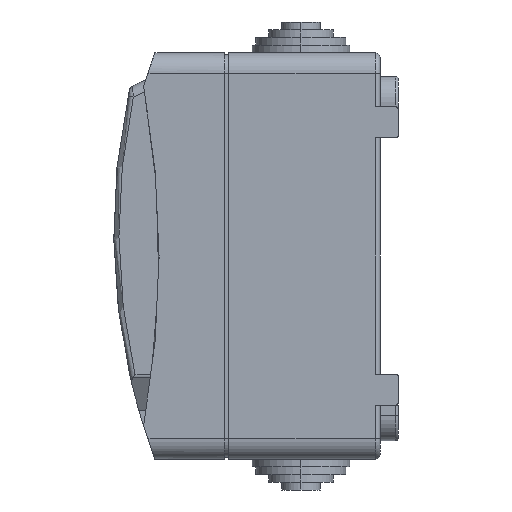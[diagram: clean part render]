
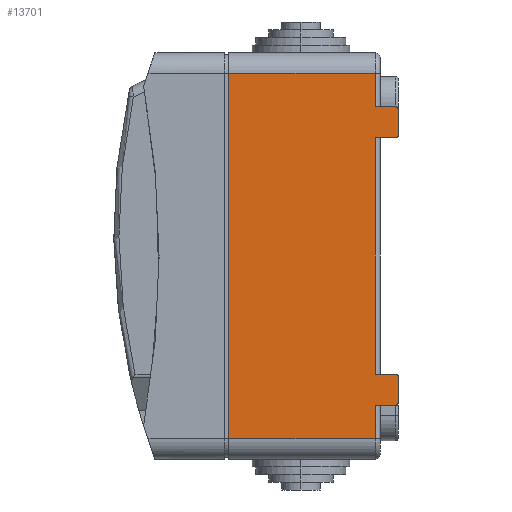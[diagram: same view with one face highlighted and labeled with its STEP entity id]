
A CAD part, left-side view. The second image highlights one B-rep face of the part: STEP entity #13701.
In plain terms, the highlighted planar face has unit normal (-1, 0, 0).
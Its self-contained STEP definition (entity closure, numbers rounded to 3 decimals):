
#156 = LINE ( 'NONE', #16970, #3623 ) ;
#601 = LINE ( 'NONE', #7500, #10744 ) ;
#753 = ORIENTED_EDGE ( 'NONE', *, *, #12433, .F. ) ;
#773 = ORIENTED_EDGE ( 'NONE', *, *, #2572, .F. ) ;
#977 = LINE ( 'NONE', #15797, #11118 ) ;
#1088 = VERTEX_POINT ( 'NONE', #5453 ) ;
#1295 = DIRECTION ( 'NONE',  ( 0., 0., -1. ) ) ;
#1326 = VERTEX_POINT ( 'NONE', #1975 ) ;
#1344 = CIRCLE ( 'NONE', #13115, 0.5 ) ;
#1515 = VECTOR ( 'NONE', #10930, 1000. ) ;
#1654 = CARTESIAN_POINT ( 'NONE',  ( -32., -3., 29. ) ) ;
#1695 = CIRCLE ( 'NONE', #11112, 0.5 ) ;
#1714 = VERTEX_POINT ( 'NONE', #10884 ) ;
#1975 = CARTESIAN_POINT ( 'NONE',  ( -32., 29.4, 35.5 ) ) ;
#2332 = VECTOR ( 'NONE', #3804, 1000. ) ;
#2546 = CARTESIAN_POINT ( 'NONE',  ( -32., -3., -29. ) ) ;
#2572 = EDGE_CURVE ( 'NONE', #10985, #4373, #11297, .T. ) ;
#2584 = CARTESIAN_POINT ( 'NONE',  ( -32., 1., -23. ) ) ;
#2625 = CARTESIAN_POINT ( 'NONE',  ( -32., -3., 28.5 ) ) ;
#2704 = VERTEX_POINT ( 'NONE', #12121 ) ;
#2722 = CARTESIAN_POINT ( 'NONE',  ( -32., -3.5, 23.5 ) ) ;
#3039 = EDGE_CURVE ( 'NONE', #9549, #7134, #6492, .T. ) ;
#3286 = CARTESIAN_POINT ( 'NONE',  ( -32., -3., 23. ) ) ;
#3623 = VECTOR ( 'NONE', #7750, 1000. ) ;
#3683 = CARTESIAN_POINT ( 'NONE',  ( -32., -3., -28.5 ) ) ;
#3722 = ORIENTED_EDGE ( 'NONE', *, *, #9175, .F. ) ;
#3804 = DIRECTION ( 'NONE',  ( 0., -1., 0. ) ) ;
#3949 = DIRECTION ( 'NONE',  ( 0., 0., -1. ) ) ;
#4061 = VERTEX_POINT ( 'NONE', #6182 ) ;
#4114 = EDGE_CURVE ( 'NONE', #7050, #4061, #1695, .T. ) ;
#4210 = CARTESIAN_POINT ( 'NONE',  ( -32., -3., -23. ) ) ;
#4262 = CARTESIAN_POINT ( 'NONE',  ( -32., 1.5, -29. ) ) ;
#4354 = VERTEX_POINT ( 'NONE', #4210 ) ;
#4373 = VERTEX_POINT ( 'NONE', #1654 ) ;
#4374 = VECTOR ( 'NONE', #4624, 1000. ) ;
#4424 = AXIS2_PLACEMENT_3D ( 'NONE', #6536, #15795, #7867 ) ;
#4477 = CARTESIAN_POINT ( 'NONE',  ( -32., 1., 23. ) ) ;
#4572 = AXIS2_PLACEMENT_3D ( 'NONE', #6534, #15791, #7865 ) ;
#4624 = DIRECTION ( 'NONE',  ( 0., -1., 0. ) ) ;
#4767 = EDGE_CURVE ( 'NONE', #11413, #4373, #1344, .T. ) ;
#4790 = LINE ( 'NONE', #9869, #4374 ) ;
#4886 = CARTESIAN_POINT ( 'NONE',  ( -32., 1.5, 29. ) ) ;
#4932 = ORIENTED_EDGE ( 'NONE', *, *, #4114, .T. ) ;
#5018 = DIRECTION ( 'NONE',  ( 0., 0., -1. ) ) ;
#5156 = VERTEX_POINT ( 'NONE', #14271 ) ;
#5246 = VERTEX_POINT ( 'NONE', #2584 ) ;
#5340 = ORIENTED_EDGE ( 'NONE', *, *, #6142, .T. ) ;
#5401 = ORIENTED_EDGE ( 'NONE', *, *, #4767, .T. ) ;
#5427 = EDGE_CURVE ( 'NONE', #2704, #7050, #12078, .T. ) ;
#5453 = CARTESIAN_POINT ( 'NONE',  ( -32., 29.4, -35.5 ) ) ;
#5743 = CARTESIAN_POINT ( 'NONE',  ( -32., -3.5, -23.5 ) ) ;
#5996 = VECTOR ( 'NONE', #12434, 1000. ) ;
#6142 = EDGE_CURVE ( 'NONE', #10870, #9549, #4790, .T. ) ;
#6182 = CARTESIAN_POINT ( 'NONE',  ( -32., -3.5, -28.5 ) ) ;
#6492 = CIRCLE ( 'NONE', #4424, 0.5 ) ;
#6534 = CARTESIAN_POINT ( 'NONE',  ( -32., -3., -23.5 ) ) ;
#6536 = CARTESIAN_POINT ( 'NONE',  ( -32., -3., 23.5 ) ) ;
#6539 = DIRECTION ( 'NONE',  ( 0., -1., 0. ) ) ;
#7050 = VERTEX_POINT ( 'NONE', #2546 ) ;
#7134 = VERTEX_POINT ( 'NONE', #2722 ) ;
#7378 = CARTESIAN_POINT ( 'NONE',  ( -32., 1., 29. ) ) ;
#7498 = DIRECTION ( 'NONE',  ( 0., -1., 0. ) ) ;
#7500 = CARTESIAN_POINT ( 'NONE',  ( -32., 29.4, 39.5 ) ) ;
#7510 = CARTESIAN_POINT ( 'NONE',  ( -32., -3.5, 28.5 ) ) ;
#7750 = DIRECTION ( 'NONE',  ( 0., 0., 1. ) ) ;
#7828 = PLANE ( 'NONE',  #9904 ) ;
#7865 = DIRECTION ( 'NONE',  ( 0., 0., -1. ) ) ;
#7867 = DIRECTION ( 'NONE',  ( 0., 0., -1. ) ) ;
#7903 = EDGE_CURVE ( 'NONE', #5156, #2704, #9547, .T. ) ;
#8700 = LINE ( 'NONE', #10291, #12209 ) ;
#8760 = ORIENTED_EDGE ( 'NONE', *, *, #3039, .T. ) ;
#9096 = CARTESIAN_POINT ( 'NONE',  ( -32., 1.5, -23. ) ) ;
#9175 = EDGE_CURVE ( 'NONE', #1088, #1326, #601, .T. ) ;
#9235 = DIRECTION ( 'NONE',  ( 1., 0., 0. ) ) ;
#9358 = ORIENTED_EDGE ( 'NONE', *, *, #5427, .T. ) ;
#9362 = EDGE_CURVE ( 'NONE', #5246, #10870, #11344, .T. ) ;
#9409 = LINE ( 'NONE', #9096, #2332 ) ;
#9469 = CARTESIAN_POINT ( 'NONE',  ( -32., 29.4, 35.5 ) ) ;
#9547 = LINE ( 'NONE', #11117, #5996 ) ;
#9549 = VERTEX_POINT ( 'NONE', #3286 ) ;
#9820 = CARTESIAN_POINT ( 'NONE',  ( -32., -3.5, 29. ) ) ;
#9869 = CARTESIAN_POINT ( 'NONE',  ( -32., 1.5, 23. ) ) ;
#9904 = AXIS2_PLACEMENT_3D ( 'NONE', #15808, #9235, #1295 ) ;
#10055 = EDGE_CURVE ( 'NONE', #1088, #5156, #977, .T. ) ;
#10291 = CARTESIAN_POINT ( 'NONE',  ( -32., -3.5, -29. ) ) ;
#10424 = ORIENTED_EDGE ( 'NONE', *, *, #16254, .F. ) ;
#10445 = ORIENTED_EDGE ( 'NONE', *, *, #9362, .T. ) ;
#10564 = CARTESIAN_POINT ( 'NONE',  ( -32., 1., 35.5 ) ) ;
#10569 = EDGE_CURVE ( 'NONE', #10985, #1714, #156, .T. ) ;
#10744 = VECTOR ( 'NONE', #15424, 1000. ) ;
#10786 = DIRECTION ( 'NONE',  ( 0., 1., 0. ) ) ;
#10870 = VERTEX_POINT ( 'NONE', #4477 ) ;
#10877 = VERTEX_POINT ( 'NONE', #5743 ) ;
#10884 = CARTESIAN_POINT ( 'NONE',  ( -32., 1., 35.5 ) ) ;
#10888 = VECTOR ( 'NONE', #7498, 1000. ) ;
#10930 = DIRECTION ( 'NONE',  ( 0., -1., 0. ) ) ;
#10985 = VERTEX_POINT ( 'NONE', #7378 ) ;
#11112 = AXIS2_PLACEMENT_3D ( 'NONE', #3683, #12975, #5018 ) ;
#11117 = CARTESIAN_POINT ( 'NONE',  ( -32., 1., 35.5 ) ) ;
#11118 = VECTOR ( 'NONE', #6539, 1000. ) ;
#11174 = VECTOR ( 'NONE', #10786, 1000. ) ;
#11297 = LINE ( 'NONE', #4886, #10888 ) ;
#11344 = LINE ( 'NONE', #10564, #16100 ) ;
#11358 = VECTOR ( 'NONE', #16377, 1000. ) ;
#11413 = VERTEX_POINT ( 'NONE', #7510 ) ;
#11587 = LINE ( 'NONE', #9469, #11174 ) ;
#11906 = DIRECTION ( 'NONE',  ( -1., 0., 0. ) ) ;
#12078 = LINE ( 'NONE', #4262, #1515 ) ;
#12121 = CARTESIAN_POINT ( 'NONE',  ( -32., 1., -29. ) ) ;
#12209 = VECTOR ( 'NONE', #15588, 1000. ) ;
#12273 = ORIENTED_EDGE ( 'NONE', *, *, #15525, .T. ) ;
#12433 = EDGE_CURVE ( 'NONE', #5246, #4354, #9409, .T. ) ;
#12434 = DIRECTION ( 'NONE',  ( 0., 0., 1. ) ) ;
#12975 = DIRECTION ( 'NONE',  ( -1., 0., 0. ) ) ;
#13021 = CIRCLE ( 'NONE', #4572, 0.5 ) ;
#13107 = ORIENTED_EDGE ( 'NONE', *, *, #14882, .T. ) ;
#13115 = AXIS2_PLACEMENT_3D ( 'NONE', #2625, #11906, #3949 ) ;
#13137 = EDGE_LOOP ( 'NONE', ( #9358, #4932, #15914, #12273, #753, #10445, #5340, #8760, #10424, #5401, #773, #13740, #13107, #3722, #13398, #14152 ) ) ;
#13217 = DIRECTION ( 'NONE',  ( 0., 0., 1. ) ) ;
#13398 = ORIENTED_EDGE ( 'NONE', *, *, #10055, .T. ) ;
#13701 = ADVANCED_FACE ( 'NONE', ( #16771 ), #7828, .F. ) ;
#13740 = ORIENTED_EDGE ( 'NONE', *, *, #10569, .T. ) ;
#14152 = ORIENTED_EDGE ( 'NONE', *, *, #7903, .T. ) ;
#14271 = CARTESIAN_POINT ( 'NONE',  ( -32., 1., -35.5 ) ) ;
#14650 = EDGE_CURVE ( 'NONE', #10877, #4061, #8700, .T. ) ;
#14863 = LINE ( 'NONE', #9820, #11358 ) ;
#14882 = EDGE_CURVE ( 'NONE', #1714, #1326, #11587, .T. ) ;
#15424 = DIRECTION ( 'NONE',  ( 0., 0., 1. ) ) ;
#15525 = EDGE_CURVE ( 'NONE', #10877, #4354, #13021, .T. ) ;
#15588 = DIRECTION ( 'NONE',  ( 0., 0., -1. ) ) ;
#15791 = DIRECTION ( 'NONE',  ( -1., 0., 0. ) ) ;
#15795 = DIRECTION ( 'NONE',  ( -1., 0., 0. ) ) ;
#15797 = CARTESIAN_POINT ( 'NONE',  ( -32., 29.4, -35.5 ) ) ;
#15808 = CARTESIAN_POINT ( 'NONE',  ( -32., 29.4, 39.5 ) ) ;
#15914 = ORIENTED_EDGE ( 'NONE', *, *, #14650, .F. ) ;
#16100 = VECTOR ( 'NONE', #13217, 1000. ) ;
#16254 = EDGE_CURVE ( 'NONE', #11413, #7134, #14863, .T. ) ;
#16377 = DIRECTION ( 'NONE',  ( 0., 0., -1. ) ) ;
#16771 = FACE_OUTER_BOUND ( 'NONE', #13137, .T. ) ;
#16970 = CARTESIAN_POINT ( 'NONE',  ( -32., 1., 35.5 ) ) ;
